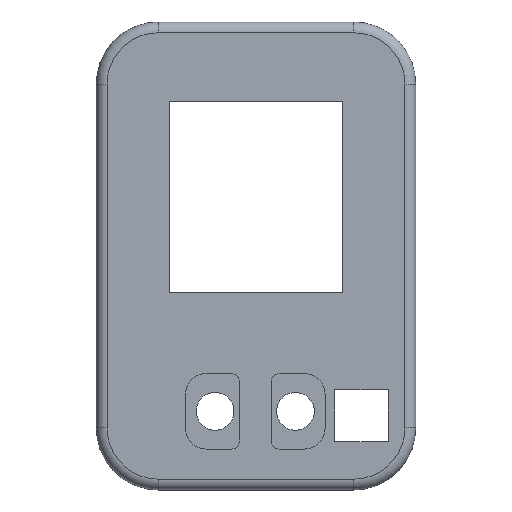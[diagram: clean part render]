
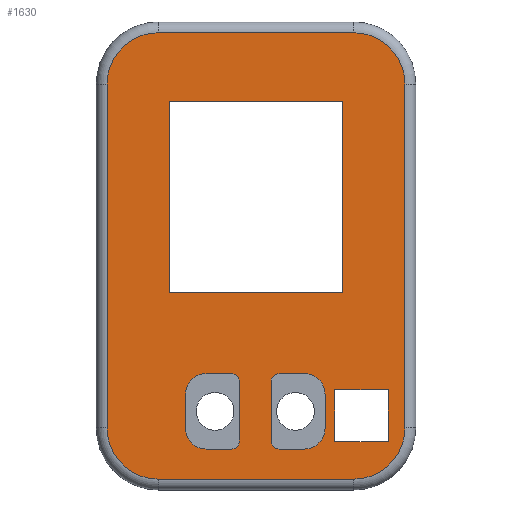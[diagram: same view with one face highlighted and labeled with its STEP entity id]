
A CAD part, top view. The second image highlights one B-rep face of the part: STEP entity #1630.
In plain terms, the highlighted planar face has unit normal (0, 0, 1).
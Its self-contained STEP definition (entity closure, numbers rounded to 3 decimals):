
#1247 = VERTEX_POINT('',#1248);
#1248 = CARTESIAN_POINT('',(-27.6,31.85,9.1));
#1255 = EDGE_CURVE('',#1247,#1256,#1258,.T.);
#1256 = VERTEX_POINT('',#1257);
#1257 = CARTESIAN_POINT('',(-27.6,-31.85,9.1));
#1258 = LINE('',#1259,#1260);
#1259 = CARTESIAN_POINT('',(-27.6,31.85,9.1));
#1260 = VECTOR('',#1261,1.);
#1261 = DIRECTION('',(0.,-1.,0.));
#1280 = VERTEX_POINT('',#1281);
#1281 = CARTESIAN_POINT('',(18.1,41.35,9.1));
#1288 = EDGE_CURVE('',#1280,#1289,#1291,.T.);
#1289 = VERTEX_POINT('',#1290);
#1290 = CARTESIAN_POINT('',(-18.1,41.35,9.1));
#1291 = LINE('',#1292,#1293);
#1292 = CARTESIAN_POINT('',(18.1,41.35,9.1));
#1293 = VECTOR('',#1294,1.);
#1294 = DIRECTION('',(-1.,0.,0.));
#1315 = EDGE_CURVE('',#1289,#1247,#1316,.T.);
#1316 = CIRCLE('',#1317,9.5);
#1317 = AXIS2_PLACEMENT_3D('',#1318,#1319,#1320);
#1318 = CARTESIAN_POINT('',(-18.1,31.85,9.1));
#1319 = DIRECTION('',(0.,-0.,1.));
#1320 = DIRECTION('',(0.,1.,0.));
#1333 = VERTEX_POINT('',#1334);
#1334 = CARTESIAN_POINT('',(-18.1,-41.35,9.1));
#1341 = EDGE_CURVE('',#1256,#1333,#1342,.T.);
#1342 = CIRCLE('',#1343,9.5);
#1343 = AXIS2_PLACEMENT_3D('',#1344,#1345,#1346);
#1344 = CARTESIAN_POINT('',(-18.1,-31.85,9.1));
#1345 = DIRECTION('',(0.,0.,1.));
#1346 = DIRECTION('',(-1.,0.,0.));
#1357 = EDGE_CURVE('',#1333,#1358,#1360,.T.);
#1358 = VERTEX_POINT('',#1359);
#1359 = CARTESIAN_POINT('',(18.1,-41.35,9.1));
#1360 = LINE('',#1361,#1362);
#1361 = CARTESIAN_POINT('',(-18.1,-41.35,9.1));
#1362 = VECTOR('',#1363,1.);
#1363 = DIRECTION('',(1.,0.,0.));
#1384 = VERTEX_POINT('',#1385);
#1385 = CARTESIAN_POINT('',(27.6,-31.85,9.1));
#1392 = EDGE_CURVE('',#1358,#1384,#1393,.T.);
#1393 = CIRCLE('',#1394,9.5);
#1394 = AXIS2_PLACEMENT_3D('',#1395,#1396,#1397);
#1395 = CARTESIAN_POINT('',(18.1,-31.85,9.1));
#1396 = DIRECTION('',(0.,0.,1.));
#1397 = DIRECTION('',(0.,-1.,0.));
#1408 = EDGE_CURVE('',#1384,#1409,#1411,.T.);
#1409 = VERTEX_POINT('',#1410);
#1410 = CARTESIAN_POINT('',(27.6,31.85,9.1));
#1411 = LINE('',#1412,#1413);
#1412 = CARTESIAN_POINT('',(27.6,-31.85,9.1));
#1413 = VECTOR('',#1414,1.);
#1414 = DIRECTION('',(0.,1.,0.));
#1435 = EDGE_CURVE('',#1409,#1280,#1436,.T.);
#1436 = CIRCLE('',#1437,9.5);
#1437 = AXIS2_PLACEMENT_3D('',#1438,#1439,#1440);
#1438 = CARTESIAN_POINT('',(18.1,31.85,9.1));
#1439 = DIRECTION('',(0.,-0.,1.));
#1440 = DIRECTION('',(1.,0.,0.));
#1630 = ADVANCED_FACE('',(#1631,#1641,#1711,#1781,#1815),#1849,.T.);
#1631 = FACE_BOUND('',#1632,.T.);
#1632 = EDGE_LOOP('',(#1633,#1634,#1635,#1636,#1637,#1638,#1639,#1640));
#1633 = ORIENTED_EDGE('',*,*,#1255,.T.);
#1634 = ORIENTED_EDGE('',*,*,#1341,.T.);
#1635 = ORIENTED_EDGE('',*,*,#1357,.T.);
#1636 = ORIENTED_EDGE('',*,*,#1392,.T.);
#1637 = ORIENTED_EDGE('',*,*,#1408,.T.);
#1638 = ORIENTED_EDGE('',*,*,#1435,.T.);
#1639 = ORIENTED_EDGE('',*,*,#1288,.T.);
#1640 = ORIENTED_EDGE('',*,*,#1315,.T.);
#1641 = FACE_BOUND('',#1642,.T.);
#1642 = EDGE_LOOP('',(#1643,#1653,#1662,#1670,#1679,#1687,#1696,#1704));
#1643 = ORIENTED_EDGE('',*,*,#1644,.F.);
#1644 = EDGE_CURVE('',#1645,#1647,#1649,.T.);
#1645 = VERTEX_POINT('',#1646);
#1646 = CARTESIAN_POINT('',(-13.08,-25.64,9.1));
#1647 = VERTEX_POINT('',#1648);
#1648 = CARTESIAN_POINT('',(-13.08,-31.94,9.1));
#1649 = LINE('',#1650,#1651);
#1650 = CARTESIAN_POINT('',(-13.08,-25.64,9.1));
#1651 = VECTOR('',#1652,1.);
#1652 = DIRECTION('',(0.,-1.,0.));
#1653 = ORIENTED_EDGE('',*,*,#1654,.F.);
#1654 = EDGE_CURVE('',#1655,#1645,#1657,.T.);
#1655 = VERTEX_POINT('',#1656);
#1656 = CARTESIAN_POINT('',(-9.23,-21.79,9.1));
#1657 = CIRCLE('',#1658,3.85);
#1658 = AXIS2_PLACEMENT_3D('',#1659,#1660,#1661);
#1659 = CARTESIAN_POINT('',(-9.23,-25.64,9.1));
#1660 = DIRECTION('',(0.,0.,1.));
#1661 = DIRECTION('',(1.,0.,0.));
#1662 = ORIENTED_EDGE('',*,*,#1663,.F.);
#1663 = EDGE_CURVE('',#1664,#1655,#1666,.T.);
#1664 = VERTEX_POINT('',#1665);
#1665 = CARTESIAN_POINT('',(-4.58,-21.79,9.1));
#1666 = LINE('',#1667,#1668);
#1667 = CARTESIAN_POINT('',(-4.58,-21.79,9.1));
#1668 = VECTOR('',#1669,1.);
#1669 = DIRECTION('',(-1.,0.,0.));
#1670 = ORIENTED_EDGE('',*,*,#1671,.F.);
#1671 = EDGE_CURVE('',#1672,#1664,#1674,.T.);
#1672 = VERTEX_POINT('',#1673);
#1673 = CARTESIAN_POINT('',(-3.08,-23.29,9.1));
#1674 = CIRCLE('',#1675,1.5);
#1675 = AXIS2_PLACEMENT_3D('',#1676,#1677,#1678);
#1676 = CARTESIAN_POINT('',(-4.58,-23.29,9.1));
#1677 = DIRECTION('',(0.,0.,1.));
#1678 = DIRECTION('',(1.,0.,0.));
#1679 = ORIENTED_EDGE('',*,*,#1680,.F.);
#1680 = EDGE_CURVE('',#1681,#1672,#1683,.T.);
#1681 = VERTEX_POINT('',#1682);
#1682 = CARTESIAN_POINT('',(-3.08,-34.29,9.1));
#1683 = LINE('',#1684,#1685);
#1684 = CARTESIAN_POINT('',(-3.08,-34.29,9.1));
#1685 = VECTOR('',#1686,1.);
#1686 = DIRECTION('',(0.,1.,0.));
#1687 = ORIENTED_EDGE('',*,*,#1688,.F.);
#1688 = EDGE_CURVE('',#1689,#1681,#1691,.T.);
#1689 = VERTEX_POINT('',#1690);
#1690 = CARTESIAN_POINT('',(-4.58,-35.79,9.1));
#1691 = CIRCLE('',#1692,1.5);
#1692 = AXIS2_PLACEMENT_3D('',#1693,#1694,#1695);
#1693 = CARTESIAN_POINT('',(-4.58,-34.29,9.1));
#1694 = DIRECTION('',(0.,0.,1.));
#1695 = DIRECTION('',(1.,0.,0.));
#1696 = ORIENTED_EDGE('',*,*,#1697,.F.);
#1697 = EDGE_CURVE('',#1698,#1689,#1700,.T.);
#1698 = VERTEX_POINT('',#1699);
#1699 = CARTESIAN_POINT('',(-9.23,-35.79,9.1));
#1700 = LINE('',#1701,#1702);
#1701 = CARTESIAN_POINT('',(-9.23,-35.79,9.1));
#1702 = VECTOR('',#1703,1.);
#1703 = DIRECTION('',(1.,0.,0.));
#1704 = ORIENTED_EDGE('',*,*,#1705,.F.);
#1705 = EDGE_CURVE('',#1647,#1698,#1706,.T.);
#1706 = CIRCLE('',#1707,3.85);
#1707 = AXIS2_PLACEMENT_3D('',#1708,#1709,#1710);
#1708 = CARTESIAN_POINT('',(-9.23,-31.94,9.1));
#1709 = DIRECTION('',(0.,0.,1.));
#1710 = DIRECTION('',(1.,0.,0.));
#1711 = FACE_BOUND('',#1712,.T.);
#1712 = EDGE_LOOP('',(#1713,#1723,#1732,#1740,#1749,#1757,#1766,#1774));
#1713 = ORIENTED_EDGE('',*,*,#1714,.F.);
#1714 = EDGE_CURVE('',#1715,#1717,#1719,.T.);
#1715 = VERTEX_POINT('',#1716);
#1716 = CARTESIAN_POINT('',(2.8,-23.29,9.1));
#1717 = VERTEX_POINT('',#1718);
#1718 = CARTESIAN_POINT('',(2.8,-34.29,9.1));
#1719 = LINE('',#1720,#1721);
#1720 = CARTESIAN_POINT('',(2.8,-23.29,9.1));
#1721 = VECTOR('',#1722,1.);
#1722 = DIRECTION('',(0.,-1.,0.));
#1723 = ORIENTED_EDGE('',*,*,#1724,.F.);
#1724 = EDGE_CURVE('',#1725,#1715,#1727,.T.);
#1725 = VERTEX_POINT('',#1726);
#1726 = CARTESIAN_POINT('',(4.3,-21.79,9.1));
#1727 = CIRCLE('',#1728,1.5);
#1728 = AXIS2_PLACEMENT_3D('',#1729,#1730,#1731);
#1729 = CARTESIAN_POINT('',(4.3,-23.29,9.1));
#1730 = DIRECTION('',(0.,0.,1.));
#1731 = DIRECTION('',(1.,0.,0.));
#1732 = ORIENTED_EDGE('',*,*,#1733,.F.);
#1733 = EDGE_CURVE('',#1734,#1725,#1736,.T.);
#1734 = VERTEX_POINT('',#1735);
#1735 = CARTESIAN_POINT('',(8.95,-21.79,9.1));
#1736 = LINE('',#1737,#1738);
#1737 = CARTESIAN_POINT('',(8.95,-21.79,9.1));
#1738 = VECTOR('',#1739,1.);
#1739 = DIRECTION('',(-1.,0.,0.));
#1740 = ORIENTED_EDGE('',*,*,#1741,.F.);
#1741 = EDGE_CURVE('',#1742,#1734,#1744,.T.);
#1742 = VERTEX_POINT('',#1743);
#1743 = CARTESIAN_POINT('',(12.8,-25.64,9.1));
#1744 = CIRCLE('',#1745,3.85);
#1745 = AXIS2_PLACEMENT_3D('',#1746,#1747,#1748);
#1746 = CARTESIAN_POINT('',(8.95,-25.64,9.1));
#1747 = DIRECTION('',(0.,0.,1.));
#1748 = DIRECTION('',(1.,0.,0.));
#1749 = ORIENTED_EDGE('',*,*,#1750,.F.);
#1750 = EDGE_CURVE('',#1751,#1742,#1753,.T.);
#1751 = VERTEX_POINT('',#1752);
#1752 = CARTESIAN_POINT('',(12.8,-31.94,9.1));
#1753 = LINE('',#1754,#1755);
#1754 = CARTESIAN_POINT('',(12.8,-31.94,9.1));
#1755 = VECTOR('',#1756,1.);
#1756 = DIRECTION('',(0.,1.,0.));
#1757 = ORIENTED_EDGE('',*,*,#1758,.F.);
#1758 = EDGE_CURVE('',#1759,#1751,#1761,.T.);
#1759 = VERTEX_POINT('',#1760);
#1760 = CARTESIAN_POINT('',(8.95,-35.79,9.1));
#1761 = CIRCLE('',#1762,3.85);
#1762 = AXIS2_PLACEMENT_3D('',#1763,#1764,#1765);
#1763 = CARTESIAN_POINT('',(8.95,-31.94,9.1));
#1764 = DIRECTION('',(0.,0.,1.));
#1765 = DIRECTION('',(1.,0.,0.));
#1766 = ORIENTED_EDGE('',*,*,#1767,.F.);
#1767 = EDGE_CURVE('',#1768,#1759,#1770,.T.);
#1768 = VERTEX_POINT('',#1769);
#1769 = CARTESIAN_POINT('',(4.3,-35.79,9.1));
#1770 = LINE('',#1771,#1772);
#1771 = CARTESIAN_POINT('',(4.3,-35.79,9.1));
#1772 = VECTOR('',#1773,1.);
#1773 = DIRECTION('',(1.,0.,0.));
#1774 = ORIENTED_EDGE('',*,*,#1775,.F.);
#1775 = EDGE_CURVE('',#1717,#1768,#1776,.T.);
#1776 = CIRCLE('',#1777,1.5);
#1777 = AXIS2_PLACEMENT_3D('',#1778,#1779,#1780);
#1778 = CARTESIAN_POINT('',(4.3,-34.29,9.1));
#1779 = DIRECTION('',(0.,0.,1.));
#1780 = DIRECTION('',(1.,0.,0.));
#1781 = FACE_BOUND('',#1782,.T.);
#1782 = EDGE_LOOP('',(#1783,#1793,#1801,#1809));
#1783 = ORIENTED_EDGE('',*,*,#1784,.F.);
#1784 = EDGE_CURVE('',#1785,#1787,#1789,.T.);
#1785 = VERTEX_POINT('',#1786);
#1786 = CARTESIAN_POINT('',(14.55,-24.77,9.1));
#1787 = VERTEX_POINT('',#1788);
#1788 = CARTESIAN_POINT('',(14.55,-34.39,9.1));
#1789 = LINE('',#1790,#1791);
#1790 = CARTESIAN_POINT('',(14.55,-24.77,9.1));
#1791 = VECTOR('',#1792,1.);
#1792 = DIRECTION('',(0.,-1.,0.));
#1793 = ORIENTED_EDGE('',*,*,#1794,.F.);
#1794 = EDGE_CURVE('',#1795,#1785,#1797,.T.);
#1795 = VERTEX_POINT('',#1796);
#1796 = CARTESIAN_POINT('',(24.55,-24.77,9.1));
#1797 = LINE('',#1798,#1799);
#1798 = CARTESIAN_POINT('',(24.55,-24.77,9.1));
#1799 = VECTOR('',#1800,1.);
#1800 = DIRECTION('',(-1.,0.,0.));
#1801 = ORIENTED_EDGE('',*,*,#1802,.F.);
#1802 = EDGE_CURVE('',#1803,#1795,#1805,.T.);
#1803 = VERTEX_POINT('',#1804);
#1804 = CARTESIAN_POINT('',(24.55,-34.39,9.1));
#1805 = LINE('',#1806,#1807);
#1806 = CARTESIAN_POINT('',(24.55,-34.39,9.1));
#1807 = VECTOR('',#1808,1.);
#1808 = DIRECTION('',(0.,1.,0.));
#1809 = ORIENTED_EDGE('',*,*,#1810,.F.);
#1810 = EDGE_CURVE('',#1787,#1803,#1811,.T.);
#1811 = LINE('',#1812,#1813);
#1812 = CARTESIAN_POINT('',(14.55,-34.39,9.1));
#1813 = VECTOR('',#1814,1.);
#1814 = DIRECTION('',(1.,0.,0.));
#1815 = FACE_BOUND('',#1816,.T.);
#1816 = EDGE_LOOP('',(#1817,#1827,#1835,#1843));
#1817 = ORIENTED_EDGE('',*,*,#1818,.F.);
#1818 = EDGE_CURVE('',#1819,#1821,#1823,.T.);
#1819 = VERTEX_POINT('',#1820);
#1820 = CARTESIAN_POINT('',(-16.1,28.6,9.1));
#1821 = VERTEX_POINT('',#1822);
#1822 = CARTESIAN_POINT('',(-16.1,-6.8,9.1));
#1823 = LINE('',#1824,#1825);
#1824 = CARTESIAN_POINT('',(-16.1,28.6,9.1));
#1825 = VECTOR('',#1826,1.);
#1826 = DIRECTION('',(0.,-1.,0.));
#1827 = ORIENTED_EDGE('',*,*,#1828,.F.);
#1828 = EDGE_CURVE('',#1829,#1819,#1831,.T.);
#1829 = VERTEX_POINT('',#1830);
#1830 = CARTESIAN_POINT('',(16.1,28.6,9.1));
#1831 = LINE('',#1832,#1833);
#1832 = CARTESIAN_POINT('',(16.1,28.6,9.1));
#1833 = VECTOR('',#1834,1.);
#1834 = DIRECTION('',(-1.,0.,0.));
#1835 = ORIENTED_EDGE('',*,*,#1836,.F.);
#1836 = EDGE_CURVE('',#1837,#1829,#1839,.T.);
#1837 = VERTEX_POINT('',#1838);
#1838 = CARTESIAN_POINT('',(16.1,-6.8,9.1));
#1839 = LINE('',#1840,#1841);
#1840 = CARTESIAN_POINT('',(16.1,-6.8,9.1));
#1841 = VECTOR('',#1842,1.);
#1842 = DIRECTION('',(0.,1.,0.));
#1843 = ORIENTED_EDGE('',*,*,#1844,.F.);
#1844 = EDGE_CURVE('',#1821,#1837,#1845,.T.);
#1845 = LINE('',#1846,#1847);
#1846 = CARTESIAN_POINT('',(-16.1,-6.8,9.1));
#1847 = VECTOR('',#1848,1.);
#1848 = DIRECTION('',(1.,0.,0.));
#1849 = PLANE('',#1850);
#1850 = AXIS2_PLACEMENT_3D('',#1851,#1852,#1853);
#1851 = CARTESIAN_POINT('',(0.,0.,9.1)
  );
#1852 = DIRECTION('',(0.,0.,1.));
#1853 = DIRECTION('',(1.,0.,0.));
